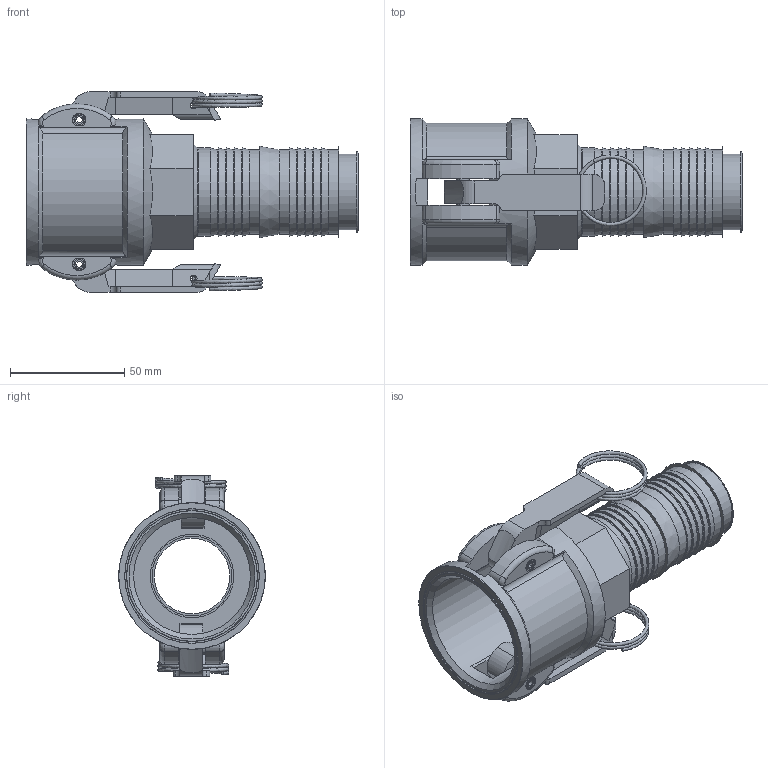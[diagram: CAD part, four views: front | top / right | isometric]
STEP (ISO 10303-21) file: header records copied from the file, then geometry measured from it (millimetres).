
FILE_DESCRIPTION(/* description */ (''),/* implementation_level */ '2;1');
FILE_NAME(/* name */ 'mst_38_35-n.stp',/* time_stamp */ '2020-04-20T12:27:57+02:00',/* author */ ('meier'),/* organization */ (''),/* preprocessor_version */ 'ST-DEVELOPER v17',/* originating_system */ 'Autodesk Inventor 2018',/* authorisation */ '0 mm^3');
FILE_SCHEMA (('AUTOMOTIVE_DESIGN { 1 0 10303 214 3 1 1 }'));
Length unit declared in the file: millimetre
Products named in the file (1): LUE_00000196_Shrinkwrap_1
Bounding box: 145 x 64 x 87.64 mm (x, y, z)
Volume: 122638.6 mm3; surface area: 63526.6 mm2
Topology: 1 solids, 1 shells, 277 faces, 811 edges, 542 vertices
Faces by surface type: plane 111, cylinder 111, cone 33, bspline 14, torus 8
Full cylindrical faces by diameter (mm): 33 x1, 35 x1, 36.5 x1, 37 x11, 38.5 x2, 38.952 x1, 41.91 x1, 51 x1, 53.5 x1, 54 x1, 64 x2
Entity records: 12059 total; most frequent: CARTESIAN_POINT 4262, ORIENTED_EDGE 1622, DIRECTION 1561, EDGE_CURVE 811, AXIS2_PLACEMENT_3D 610, VERTEX_POINT 542, LINE 341, VECTOR 341
